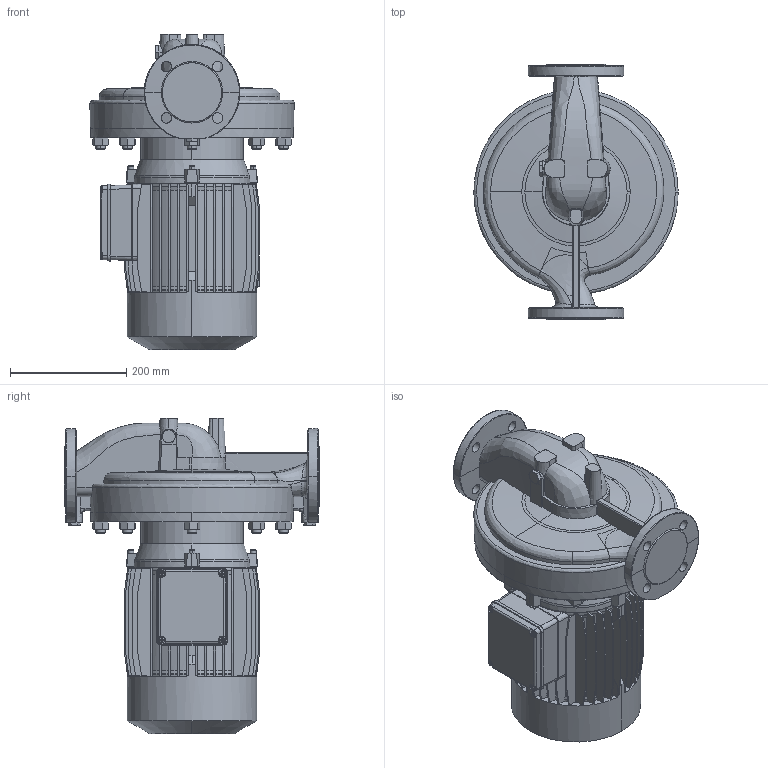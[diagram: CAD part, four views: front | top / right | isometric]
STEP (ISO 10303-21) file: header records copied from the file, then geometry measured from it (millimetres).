
FILE_DESCRIPTION (( 'STEP AP214' ), '1' );
FILE_NAME ('4.93.504.22swp01.step', '2020-10-16T12:18:44', ( '' ), ( '' ), 'SwSTEP 2.0', 'SolidWorks 2019', '' );
FILE_SCHEMA (( 'AUTOMOTIVE_DESIGN' ));
Length unit declared in the file: millimetre
Products named in the file (1): 4.93.504.22swp01
Bounding box: 352.24 x 440 x 543.64 mm (x, y, z)
Volume: 22794711 mm3; surface area: 1258036 mm2
Topology: 1 solids, 1 shells, 1513 faces, 4051 edges, 2629 vertices
Faces by surface type: plane 865, cone 238, cylinder 182, torus 127, bspline 93, sphere 8
Entity records: 89696 total; most frequent: CARTESIAN_POINT 55645, ORIENTED_EDGE 8102, DIRECTION 5371, EDGE_CURVE 4051, VERTEX_POINT 2629, B_SPLINE_CURVE_WITH_KNOTS 1894, AXIS2_PLACEMENT_3D 1810, VECTOR 1751
